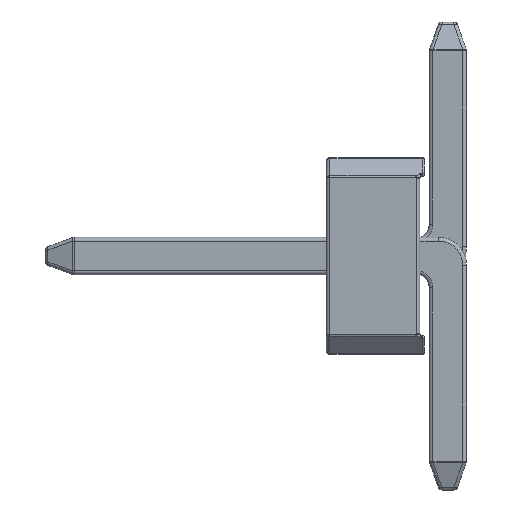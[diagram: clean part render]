
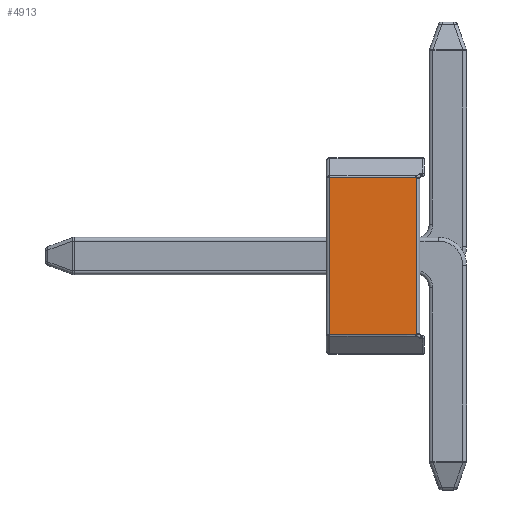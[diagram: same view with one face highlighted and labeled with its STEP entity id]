
A CAD part, left-side view. The second image highlights one B-rep face of the part: STEP entity #4913.
In plain terms, the highlighted face is planar.
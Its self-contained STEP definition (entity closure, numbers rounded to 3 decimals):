
#32 = LINE ( 'NONE', #3745, #5004 ) ;
#39 = VECTOR ( 'NONE', #5556, 1000. ) ;
#45 = ORIENTED_EDGE ( 'NONE', *, *, #1746, .T. ) ;
#217 = EDGE_CURVE ( 'NONE', #5749, #1435, #5474, .T. ) ;
#251 = DIRECTION ( 'NONE',  ( 0., 0., -1. ) ) ;
#273 = CARTESIAN_POINT ( 'NONE',  ( 0.635, -0.96, -0.85 ) ) ;
#311 = CARTESIAN_POINT ( 'NONE',  ( 0.635, -0.948, -0.842 ) ) ;
#408 = AXIS2_PLACEMENT_3D ( 'NONE', #2610, #5860, #3087 ) ;
#440 = CARTESIAN_POINT ( 'NONE',  ( 0.635, -0.952, 0.836 ) ) ;
#483 = CARTESIAN_POINT ( 'NONE',  ( 0.635, -0.96, 0.83 ) ) ;
#626 = EDGE_CURVE ( 'NONE', #2213, #3301, #4853, .T. ) ;
#659 = CARTESIAN_POINT ( 'NONE',  ( 0.635, -0.96, -0.83 ) ) ;
#732 = PLANE ( 'NONE',  #408 ) ;
#882 = CARTESIAN_POINT ( 'NONE',  ( 0.635, -0.948, 0.842 ) ) ;
#925 = CARTESIAN_POINT ( 'NONE',  ( 0.635, -0.952, 0.835 ) ) ;
#956 = EDGE_CURVE ( 'NONE', #3301, #3338, #32, .T. ) ;
#1027 = CARTESIAN_POINT ( 'NONE',  ( 0.635, -0.948, -0.842 ) ) ;
#1074 = ORIENTED_EDGE ( 'NONE', *, *, #4919, .T. ) ;
#1082 = CARTESIAN_POINT ( 'NONE',  ( 0.635, -0.96, 0.83 ) ) ;
#1145 = EDGE_CURVE ( 'NONE', #1591, #2213, #5846, .T. ) ;
#1148 = VERTEX_POINT ( 'NONE', #1082 ) ;
#1240 = CARTESIAN_POINT ( 'NONE',  ( 0.635, -0.95, -0.837 ) ) ;
#1266 = EDGE_CURVE ( 'NONE', #1435, #1148, #2130, .T. ) ;
#1353 = CARTESIAN_POINT ( 'NONE',  ( 0.635, -0.948, 0.842 ) ) ;
#1435 = VERTEX_POINT ( 'NONE', #4723 ) ;
#1571 = CARTESIAN_POINT ( 'NONE',  ( 0.635, -0.952, -0.835 ) ) ;
#1591 = VERTEX_POINT ( 'NONE', #4606 ) ;
#1689 = CARTESIAN_POINT ( 'NONE',  ( 0.635, -0.04, 0.842 ) ) ;
#1712 = CARTESIAN_POINT ( 'NONE',  ( 0.635, -0.949, -0.839 ) ) ;
#1746 = EDGE_CURVE ( 'NONE', #3338, #4197, #3283, .T. ) ;
#1824 = CARTESIAN_POINT ( 'NONE',  ( 0.635, -0.949, 0.84 ) ) ;
#1860 = CARTESIAN_POINT ( 'NONE',  ( 0.635, -0.955, 0.834 ) ) ;
#2130 = B_SPLINE_CURVE_WITH_KNOTS ( 'NONE', 3,
 ( #925, #3719, #1860, #5128, #2336, #5597, #2809, #6053, #3282, #483 ),
 .UNSPECIFIED., .F., .F.,
 ( 4, 3, 3, 4 ),
 ( 0., 0., 0., 0. ),
 .UNSPECIFIED. ) ;
#2144 = CARTESIAN_POINT ( 'NONE',  ( 0.635, -0.952, -0.835 ) ) ;
#2163 = CARTESIAN_POINT ( 'NONE',  ( 0.635, -0.949, -0.84 ) ) ;
#2213 = VERTEX_POINT ( 'NONE', #1571 ) ;
#2281 = CARTESIAN_POINT ( 'NONE',  ( 0.635, -0.949, 0.839 ) ) ;
#2336 = CARTESIAN_POINT ( 'NONE',  ( 0.635, -0.957, 0.832 ) ) ;
#2486 = ORIENTED_EDGE ( 'NONE', *, *, #626, .T. ) ;
#2530 = CARTESIAN_POINT ( 'NONE',  ( 0.635, -0.959, -0.831 ) ) ;
#2541 = ORIENTED_EDGE ( 'NONE', *, *, #956, .T. ) ;
#2610 = CARTESIAN_POINT ( 'NONE',  ( 0.635, -1., 0. ) ) ;
#2619 = CARTESIAN_POINT ( 'NONE',  ( 0.635, -0.951, -0.836 ) ) ;
#2649 = CARTESIAN_POINT ( 'NONE',  ( 0.635, -0.948, -0.841 ) ) ;
#2653 = CARTESIAN_POINT ( 'NONE',  ( 0.635, -0.948, 0.842 ) ) ;
#2768 = CARTESIAN_POINT ( 'NONE',  ( 0.635, -0.95, 0.837 ) ) ;
#2792 = CARTESIAN_POINT ( 'NONE',  ( 0.635, -0.915, 0.842 ) ) ;
#2809 = CARTESIAN_POINT ( 'NONE',  ( 0.635, -0.959, 0.831 ) ) ;
#2834 = CARTESIAN_POINT ( 'NONE',  ( 0.635, -0.04, 0. ) ) ;
#3003 = CARTESIAN_POINT ( 'NONE',  ( 0.635, -0.952, -0.835 ) ) ;
#3012 = CARTESIAN_POINT ( 'NONE',  ( 0.635, -0.957, -0.832 ) ) ;
#3087 = DIRECTION ( 'NONE',  ( 0., 0., -1. ) ) ;
#3121 = EDGE_CURVE ( 'NONE', #4197, #5749, #4428, .T. ) ;
#3124 = CARTESIAN_POINT ( 'NONE',  ( 0.635, -0.948, -0.842 ) ) ;
#3238 = CARTESIAN_POINT ( 'NONE',  ( 0.635, -0.951, 0.836 ) ) ;
#3282 = CARTESIAN_POINT ( 'NONE',  ( 0.635, -0.96, 0.83 ) ) ;
#3283 = LINE ( 'NONE', #2834, #5612 ) ;
#3288 = DIRECTION ( 'NONE',  ( 0., 1., 0. ) ) ;
#3301 = VERTEX_POINT ( 'NONE', #1027 ) ;
#3338 = VERTEX_POINT ( 'NONE', #3381 ) ;
#3381 = CARTESIAN_POINT ( 'NONE',  ( 0.635, -0.04, -0.842 ) ) ;
#3406 = LINE ( 'NONE', #273, #5868 ) ;
#3421 = ORIENTED_EDGE ( 'NONE', *, *, #1145, .T. ) ;
#3703 = CARTESIAN_POINT ( 'NONE',  ( 0.635, -0.952, 0.835 ) ) ;
#3719 = CARTESIAN_POINT ( 'NONE',  ( 0.635, -0.953, 0.835 ) ) ;
#3745 = CARTESIAN_POINT ( 'NONE',  ( 0.635, -0.04, -0.842 ) ) ;
#3911 = CARTESIAN_POINT ( 'NONE',  ( 0.635, -0.96, -0.83 ) ) ;
#4031 = CARTESIAN_POINT ( 'NONE',  ( 0.635, -0.951, -0.837 ) ) ;
#4143 = CARTESIAN_POINT ( 'NONE',  ( 0.635, -0.948, 0.841 ) ) ;
#4197 = VERTEX_POINT ( 'NONE', #1689 ) ;
#4428 = LINE ( 'NONE', #2792, #39 ) ;
#4430 = ORIENTED_EDGE ( 'NONE', *, *, #217, .T. ) ;
#4482 = CARTESIAN_POINT ( 'NONE',  ( 0.635, -0.95, -0.838 ) ) ;
#4544 = ORIENTED_EDGE ( 'NONE', *, *, #3121, .T. ) ;
#4555 = ORIENTED_EDGE ( 'NONE', *, *, #1266, .T. ) ;
#4598 = CARTESIAN_POINT ( 'NONE',  ( 0.635, -0.948, 0.84 ) ) ;
#4606 = CARTESIAN_POINT ( 'NONE',  ( 0.635, -0.96, -0.83 ) ) ;
#4697 = CARTESIAN_POINT ( 'NONE',  ( 0.635, -0.956, -0.833 ) ) ;
#4723 = CARTESIAN_POINT ( 'NONE',  ( 0.635, -0.952, 0.835 ) ) ;
#4787 = EDGE_LOOP ( 'NONE', ( #45, #4544, #4430, #4555, #1074, #3421, #2486, #2541 ) ) ;
#4853 = B_SPLINE_CURVE_WITH_KNOTS ( 'NONE', 3,
 ( #2144, #2619, #4031, #1240, #4482, #1712, #4968, #2163, #5436, #2649, #5902, #3124, #311 ),
 .UNSPECIFIED., .F., .F.,
 ( 4, 3, 3, 3, 4 ),
 ( 0., 0., 0., 0., 0. ),
 .UNSPECIFIED. ) ;
#4913 = ADVANCED_FACE ( 'NONE', ( #5055 ), #732, .T. ) ;
#4919 = EDGE_CURVE ( 'NONE', #1148, #1591, #3406, .T. ) ;
#4968 = CARTESIAN_POINT ( 'NONE',  ( 0.635, -0.949, -0.839 ) ) ;
#5004 = VECTOR ( 'NONE', #3288, 1000. ) ;
#5055 = FACE_OUTER_BOUND ( 'NONE', #4787, .T. ) ;
#5088 = CARTESIAN_POINT ( 'NONE',  ( 0.635, -0.949, 0.839 ) ) ;
#5128 = CARTESIAN_POINT ( 'NONE',  ( 0.635, -0.956, 0.833 ) ) ;
#5331 = CARTESIAN_POINT ( 'NONE',  ( 0.635, -0.959, -0.83 ) ) ;
#5436 = CARTESIAN_POINT ( 'NONE',  ( 0.635, -0.948, -0.84 ) ) ;
#5474 = B_SPLINE_CURVE_WITH_KNOTS ( 'NONE', 3,
 ( #1353, #882, #4143, #4598, #1824, #5088, #2281, #5550, #2768, #6008, #3238, #440, #3703 ),
 .UNSPECIFIED., .F., .F.,
 ( 4, 3, 3, 3, 4 ),
 ( 0., 0., 0., 0., 0. ),
 .UNSPECIFIED. ) ;
#5550 = CARTESIAN_POINT ( 'NONE',  ( 0.635, -0.95, 0.838 ) ) ;
#5556 = DIRECTION ( 'NONE',  ( 0., -1., 0. ) ) ;
#5597 = CARTESIAN_POINT ( 'NONE',  ( 0.635, -0.958, 0.831 ) ) ;
#5612 = VECTOR ( 'NONE', #5618, 1000. ) ;
#5618 = DIRECTION ( 'NONE',  ( 0., 0., 1. ) ) ;
#5641 = CARTESIAN_POINT ( 'NONE',  ( 0.635, -0.955, -0.834 ) ) ;
#5749 = VERTEX_POINT ( 'NONE', #2653 ) ;
#5780 = CARTESIAN_POINT ( 'NONE',  ( 0.635, -0.953, -0.835 ) ) ;
#5790 = CARTESIAN_POINT ( 'NONE',  ( 0.635, -0.958, -0.831 ) ) ;
#5846 = B_SPLINE_CURVE_WITH_KNOTS ( 'NONE', 3,
 ( #3911, #659, #5331, #2530, #5790, #3012, #4697, #5641, #5780, #3003 ),
 .UNSPECIFIED., .F., .F.,
 ( 4, 3, 3, 4 ),
 ( 0., 0., 0., 0. ),
 .UNSPECIFIED. ) ;
#5860 = DIRECTION ( 'NONE',  ( 1., 0., 0. ) ) ;
#5868 = VECTOR ( 'NONE', #251, 1000. ) ;
#5902 = CARTESIAN_POINT ( 'NONE',  ( 0.635, -0.948, -0.841 ) ) ;
#6008 = CARTESIAN_POINT ( 'NONE',  ( 0.635, -0.951, 0.837 ) ) ;
#6053 = CARTESIAN_POINT ( 'NONE',  ( 0.635, -0.959, 0.83 ) ) ;
